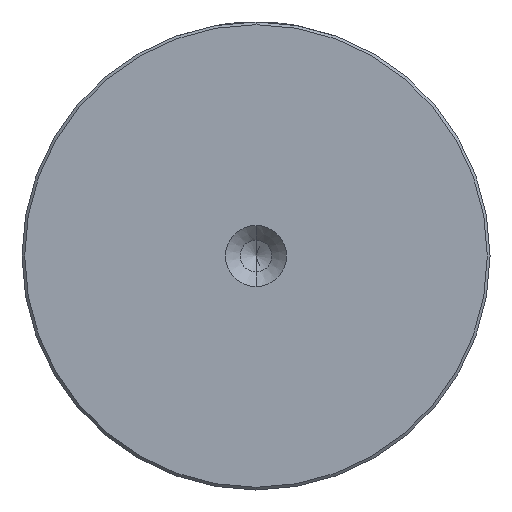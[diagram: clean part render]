
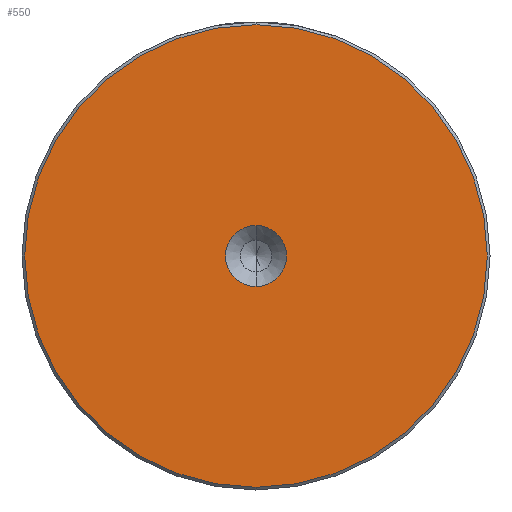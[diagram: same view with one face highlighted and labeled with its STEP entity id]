
A CAD part, left-side view. The second image highlights one B-rep face of the part: STEP entity #550.
In plain terms, the highlighted planar face has unit normal (-1, 0, 0).
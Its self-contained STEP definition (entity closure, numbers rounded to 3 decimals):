
#21 = CIRCLE ( 'NONE', #417, 5.6 ) ;
#83 = EDGE_CURVE ( 'NONE', #2131, #362, #878, .T. ) ;
#200 = CARTESIAN_POINT ( 'NONE',  ( 0., 0., 0. ) ) ;
#259 = ORIENTED_EDGE ( 'NONE', *, *, #1431, .F. ) ;
#362 = VERTEX_POINT ( 'NONE', #440 ) ;
#408 = DIRECTION ( 'NONE',  ( 0., 0., 1. ) ) ;
#417 = AXIS2_PLACEMENT_3D ( 'NONE', #200, #1578, #408 ) ;
#440 = CARTESIAN_POINT ( 'NONE',  ( 0., 0., 42.5 ) ) ;
#550 = ADVANCED_FACE ( 'NONE', ( #2165, #1110 ), #2409, .T. ) ;
#639 = DIRECTION ( 'NONE',  ( 0., 0., 1. ) ) ;
#653 = AXIS2_PLACEMENT_3D ( 'NONE', #2236, #2230, #2228 ) ;
#657 = VERTEX_POINT ( 'NONE', #2384 ) ;
#709 = ORIENTED_EDGE ( 'NONE', *, *, #83, .T. ) ;
#803 = DIRECTION ( 'NONE',  ( -1., 0., 0. ) ) ;
#839 = CARTESIAN_POINT ( 'NONE',  ( 0., 0., 0. ) ) ;
#848 = VERTEX_POINT ( 'NONE', #1331 ) ;
#878 = CIRCLE ( 'NONE', #2055, 42.5 ) ;
#918 = CARTESIAN_POINT ( 'NONE',  ( 0., 0., -42.5 ) ) ;
#931 = ORIENTED_EDGE ( 'NONE', *, *, #969, .F. ) ;
#969 = EDGE_CURVE ( 'NONE', #848, #657, #994, .T. ) ;
#994 = CIRCLE ( 'NONE', #1768, 5.6 ) ;
#1110 = FACE_BOUND ( 'NONE', #1289, .T. ) ;
#1129 = DIRECTION ( 'NONE',  ( -1., 0., 0. ) ) ;
#1289 = EDGE_LOOP ( 'NONE', ( #259, #931 ) ) ;
#1331 = CARTESIAN_POINT ( 'NONE',  ( 0., 0., -5.6 ) ) ;
#1431 = EDGE_CURVE ( 'NONE', #657, #848, #21, .T. ) ;
#1459 = DIRECTION ( 'NONE',  ( 0., 0., 1. ) ) ;
#1495 = DIRECTION ( 'NONE',  ( -1., 0., 0. ) ) ;
#1506 = CARTESIAN_POINT ( 'NONE',  ( 0., 0., 0. ) ) ;
#1539 = AXIS2_PLACEMENT_3D ( 'NONE', #2279, #1129, #2478 ) ;
#1572 = EDGE_LOOP ( 'NONE', ( #709, #1605 ) ) ;
#1578 = DIRECTION ( 'NONE',  ( -1., 0., 0. ) ) ;
#1605 = ORIENTED_EDGE ( 'NONE', *, *, #1806, .T. ) ;
#1768 = AXIS2_PLACEMENT_3D ( 'NONE', #1506, #1495, #1459 ) ;
#1806 = EDGE_CURVE ( 'NONE', #362, #2131, #2227, .T. ) ;
#2055 = AXIS2_PLACEMENT_3D ( 'NONE', #839, #803, #639 ) ;
#2131 = VERTEX_POINT ( 'NONE', #918 ) ;
#2165 = FACE_OUTER_BOUND ( 'NONE', #1572, .T. ) ;
#2227 = CIRCLE ( 'NONE', #1539, 42.5 ) ;
#2228 = DIRECTION ( 'NONE',  ( 0., 0., 1. ) ) ;
#2230 = DIRECTION ( 'NONE',  ( -1., 0., 0. ) ) ;
#2236 = CARTESIAN_POINT ( 'NONE',  ( 0., 0., 0. ) ) ;
#2279 = CARTESIAN_POINT ( 'NONE',  ( 0., 0., 0. ) ) ;
#2384 = CARTESIAN_POINT ( 'NONE',  ( 0., 0., 5.6 ) ) ;
#2409 = PLANE ( 'NONE',  #653 ) ;
#2478 = DIRECTION ( 'NONE',  ( 0., 0., 1. ) ) ;
